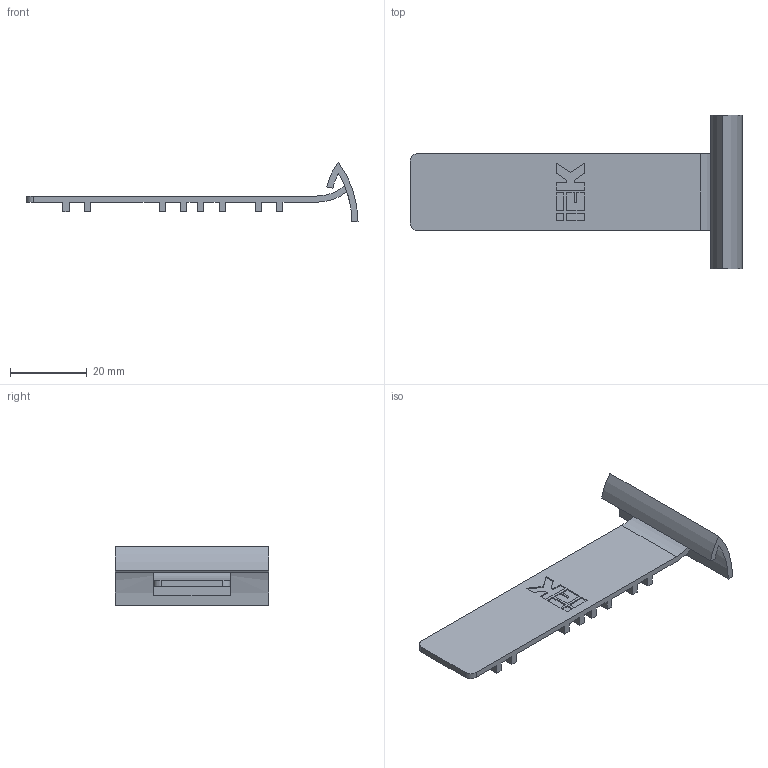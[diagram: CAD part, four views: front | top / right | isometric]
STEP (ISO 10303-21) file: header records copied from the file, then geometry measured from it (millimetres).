
FILE_DESCRIPTION (( 'STEP AP214' ), '1' );
FILE_NAME ('CKK-40D-FU-K03 Ôèêñàòîð êàáåëÿ óíèâåðñàëüíûé.STEP', '2016-07-14T08:33:38', ( '' ), ( '' ), 'SwSTEP 2.0', 'SolidWorks 2014', '' );
FILE_SCHEMA (( 'AUTOMOTIVE_DESIGN' ));
Length unit declared in the file: millimetre
Products named in the file (1): CKK-40D-FU-K03 Ôèêñàòîð êàáåëÿ óíèâåðñàëüíûé
Bounding box: 86.3 x 40 x 15.4 mm (x, y, z)
Volume: 4606.4 mm3; surface area: 6330.4 mm2
Topology: 1 solids, 1 shells, 87 faces, 237 edges, 158 vertices
Faces by surface type: plane 79, cylinder 8
Entity records: 2743 total; most frequent: CARTESIAN_POINT 483, ORIENTED_EDGE 474, DIRECTION 431, EDGE_CURVE 237, VECTOR 219, LINE 219, VERTEX_POINT 158, AXIS2_PLACEMENT_3D 106
